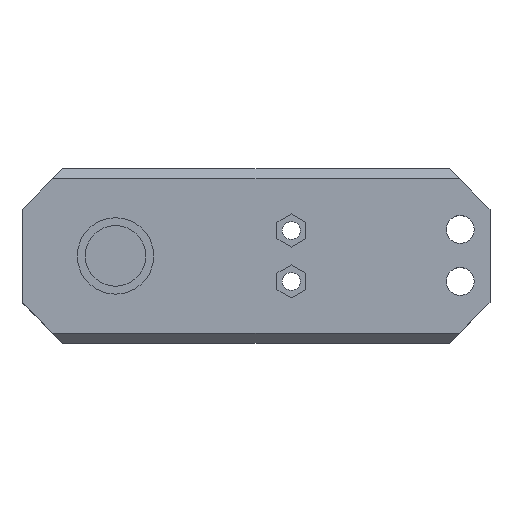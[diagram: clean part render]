
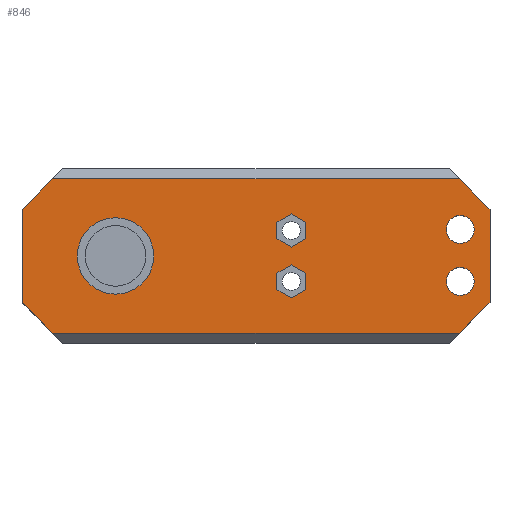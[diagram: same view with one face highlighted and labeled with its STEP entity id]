
A CAD part, top view. The second image highlights one B-rep face of the part: STEP entity #846.
In plain terms, the highlighted planar face has unit normal (0, 0, 1).
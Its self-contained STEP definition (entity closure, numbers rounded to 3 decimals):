
#18=FACE_BOUND('',#125,.T.);
#19=FACE_BOUND('',#126,.T.);
#20=FACE_BOUND('',#127,.T.);
#21=FACE_BOUND('',#128,.T.);
#22=FACE_BOUND('',#129,.T.);
#36=PLANE('',#920);
#77=FACE_OUTER_BOUND('',#124,.T.);
#124=EDGE_LOOP('',(#627,#628,#629,#630,#631,#632,#633,#634));
#125=EDGE_LOOP('',(#635));
#126=EDGE_LOOP('',(#636,#637,#638,#639,#640,#641));
#127=EDGE_LOOP('',(#642,#643,#644,#645,#646,#647));
#128=EDGE_LOOP('',(#648));
#129=EDGE_LOOP('',(#649));
#190=LINE('',#1287,#285);
#195=LINE('',#1298,#290);
#198=LINE('',#1303,#293);
#199=LINE('',#1305,#294);
#200=LINE('',#1307,#295);
#201=LINE('',#1309,#296);
#202=LINE('',#1311,#297);
#203=LINE('',#1312,#298);
#204=LINE('',#1317,#299);
#205=LINE('',#1319,#300);
#206=LINE('',#1321,#301);
#207=LINE('',#1323,#302);
#208=LINE('',#1325,#303);
#209=LINE('',#1326,#304);
#210=LINE('',#1329,#305);
#211=LINE('',#1331,#306);
#212=LINE('',#1333,#307);
#213=LINE('',#1335,#308);
#214=LINE('',#1337,#309);
#215=LINE('',#1338,#310);
#285=VECTOR('',#1015,10.);
#290=VECTOR('',#1024,10.);
#293=VECTOR('',#1029,10.);
#294=VECTOR('',#1030,10.);
#295=VECTOR('',#1031,10.);
#296=VECTOR('',#1032,10.);
#297=VECTOR('',#1033,10.);
#298=VECTOR('',#1034,10.);
#299=VECTOR('',#1037,10.);
#300=VECTOR('',#1038,10.);
#301=VECTOR('',#1039,10.);
#302=VECTOR('',#1040,10.);
#303=VECTOR('',#1041,10.);
#304=VECTOR('',#1042,10.);
#305=VECTOR('',#1043,10.);
#306=VECTOR('',#1044,10.);
#307=VECTOR('',#1045,10.);
#308=VECTOR('',#1046,10.);
#309=VECTOR('',#1047,10.);
#310=VECTOR('',#1048,10.);
#369=CIRCLE('',#921,7.5);
#370=CIRCLE('',#922,2.75);
#371=CIRCLE('',#923,2.75);
#403=VERTEX_POINT('',#1284);
#404=VERTEX_POINT('',#1286);
#407=VERTEX_POINT('',#1295);
#408=VERTEX_POINT('',#1297);
#410=VERTEX_POINT('',#1304);
#411=VERTEX_POINT('',#1306);
#412=VERTEX_POINT('',#1308);
#413=VERTEX_POINT('',#1310);
#414=VERTEX_POINT('',#1313);
#415=VERTEX_POINT('',#1315);
#416=VERTEX_POINT('',#1316);
#417=VERTEX_POINT('',#1318);
#418=VERTEX_POINT('',#1320);
#419=VERTEX_POINT('',#1322);
#420=VERTEX_POINT('',#1324);
#421=VERTEX_POINT('',#1327);
#422=VERTEX_POINT('',#1328);
#423=VERTEX_POINT('',#1330);
#424=VERTEX_POINT('',#1332);
#425=VERTEX_POINT('',#1334);
#426=VERTEX_POINT('',#1336);
#427=VERTEX_POINT('',#1339);
#428=VERTEX_POINT('',#1341);
#488=EDGE_CURVE('',#404,#403,#190,.T.);
#493=EDGE_CURVE('',#407,#408,#195,.T.);
#496=EDGE_CURVE('',#407,#404,#198,.T.);
#497=EDGE_CURVE('',#403,#410,#199,.T.);
#498=EDGE_CURVE('',#411,#410,#200,.T.);
#499=EDGE_CURVE('',#412,#411,#201,.T.);
#500=EDGE_CURVE('',#413,#412,#202,.T.);
#501=EDGE_CURVE('',#408,#413,#203,.T.);
#502=EDGE_CURVE('',#414,#414,#369,.T.);
#503=EDGE_CURVE('',#415,#416,#204,.T.);
#504=EDGE_CURVE('',#416,#417,#205,.T.);
#505=EDGE_CURVE('',#417,#418,#206,.T.);
#506=EDGE_CURVE('',#418,#419,#207,.T.);
#507=EDGE_CURVE('',#419,#420,#208,.T.);
#508=EDGE_CURVE('',#420,#415,#209,.T.);
#509=EDGE_CURVE('',#421,#422,#210,.T.);
#510=EDGE_CURVE('',#422,#423,#211,.T.);
#511=EDGE_CURVE('',#423,#424,#212,.T.);
#512=EDGE_CURVE('',#424,#425,#213,.T.);
#513=EDGE_CURVE('',#425,#426,#214,.T.);
#514=EDGE_CURVE('',#426,#421,#215,.T.);
#515=EDGE_CURVE('',#427,#427,#370,.T.);
#516=EDGE_CURVE('',#428,#428,#371,.T.);
#627=ORIENTED_EDGE('',*,*,#493,.F.);
#628=ORIENTED_EDGE('',*,*,#496,.T.);
#629=ORIENTED_EDGE('',*,*,#488,.T.);
#630=ORIENTED_EDGE('',*,*,#497,.T.);
#631=ORIENTED_EDGE('',*,*,#498,.F.);
#632=ORIENTED_EDGE('',*,*,#499,.F.);
#633=ORIENTED_EDGE('',*,*,#500,.F.);
#634=ORIENTED_EDGE('',*,*,#501,.F.);
#635=ORIENTED_EDGE('',*,*,#502,.T.);
#636=ORIENTED_EDGE('',*,*,#503,.T.);
#637=ORIENTED_EDGE('',*,*,#504,.T.);
#638=ORIENTED_EDGE('',*,*,#505,.T.);
#639=ORIENTED_EDGE('',*,*,#506,.T.);
#640=ORIENTED_EDGE('',*,*,#507,.T.);
#641=ORIENTED_EDGE('',*,*,#508,.T.);
#642=ORIENTED_EDGE('',*,*,#509,.T.);
#643=ORIENTED_EDGE('',*,*,#510,.T.);
#644=ORIENTED_EDGE('',*,*,#511,.T.);
#645=ORIENTED_EDGE('',*,*,#512,.T.);
#646=ORIENTED_EDGE('',*,*,#513,.T.);
#647=ORIENTED_EDGE('',*,*,#514,.T.);
#648=ORIENTED_EDGE('',*,*,#515,.T.);
#649=ORIENTED_EDGE('',*,*,#516,.T.);
#846=ADVANCED_FACE('',(#77,#18,#19,#20,#21,#22),#36,.T.);
#920=AXIS2_PLACEMENT_3D('',#1302,#1027,#1028);
#921=AXIS2_PLACEMENT_3D('',#1314,#1035,#1036);
#922=AXIS2_PLACEMENT_3D('',#1340,#1049,#1050);
#923=AXIS2_PLACEMENT_3D('',#1342,#1051,#1052);
#1015=DIRECTION('',(0.,-1.,0.));
#1024=DIRECTION('',(1.,0.,0.));
#1027=DIRECTION('center_axis',(0.,0.,1.));
#1028=DIRECTION('ref_axis',(1.,0.,0.));
#1029=DIRECTION('',(-0.707,-0.707,0.));
#1030=DIRECTION('',(0.707,-0.707,0.));
#1031=DIRECTION('',(-1.,0.,0.));
#1032=DIRECTION('',(-0.707,-0.707,0.));
#1033=DIRECTION('',(0.,-1.,0.));
#1034=DIRECTION('',(0.707,-0.707,0.));
#1035=DIRECTION('center_axis',(0.,0.,-1.));
#1036=DIRECTION('ref_axis',(1.,0.,0.));
#1037=DIRECTION('',(0.,1.,0.));
#1038=DIRECTION('',(0.866,0.5,0.));
#1039=DIRECTION('',(0.866,-0.5,0.));
#1040=DIRECTION('',(0.,-1.,0.));
#1041=DIRECTION('',(-0.866,-0.5,0.));
#1042=DIRECTION('',(-0.866,0.5,0.));
#1043=DIRECTION('',(0.,1.,0.));
#1044=DIRECTION('',(0.866,0.5,0.));
#1045=DIRECTION('',(0.866,-0.5,0.));
#1046=DIRECTION('',(0.,-1.,0.));
#1047=DIRECTION('',(-0.866,-0.5,0.));
#1048=DIRECTION('',(-0.866,0.5,0.));
#1049=DIRECTION('center_axis',(0.,0.,-1.));
#1050=DIRECTION('ref_axis',(1.,0.,0.));
#1051=DIRECTION('center_axis',(0.,0.,-1.));
#1052=DIRECTION('ref_axis',(1.,0.,0.));
#1284=CARTESIAN_POINT('',(-28.35,-9.15,0.));
#1286=CARTESIAN_POINT('',(-28.35,9.15,0.));
#1287=CARTESIAN_POINT('',(-28.35,9.15,0.));
#1295=CARTESIAN_POINT('',(-22.35,15.15,0.));
#1297=CARTESIAN_POINT('',(57.5,15.15,0.));
#1298=CARTESIAN_POINT('',(-1.887,15.15,0.));
#1302=CARTESIAN_POINT('Origin',(16.575,0.,0.));
#1303=CARTESIAN_POINT('',(-20.35,17.15,0.));
#1304=CARTESIAN_POINT('',(-22.35,-15.15,0.));
#1305=CARTESIAN_POINT('',(-28.35,-9.15,0.));
#1306=CARTESIAN_POINT('',(57.5,-15.15,0.));
#1307=CARTESIAN_POINT('',(35.038,-15.15,0.));
#1308=CARTESIAN_POINT('',(63.5,-9.15,0.));
#1309=CARTESIAN_POINT('',(60.538,-12.113,0.));
#1310=CARTESIAN_POINT('',(63.5,9.15,0.));
#1311=CARTESIAN_POINT('',(63.5,-4.575,0.));
#1312=CARTESIAN_POINT('',(64.538,8.113,0.));
#1313=CARTESIAN_POINT('',(-17.5,0.,0.));
#1314=CARTESIAN_POINT('Origin',(-10.,0.,
0.));
#1315=CARTESIAN_POINT('',(21.685,-6.625,0.));
#1316=CARTESIAN_POINT('',(21.685,-3.375,0.));
#1317=CARTESIAN_POINT('',(21.685,-6.625,0.));
#1318=CARTESIAN_POINT('',(24.5,-1.75,0.));
#1319=CARTESIAN_POINT('',(21.685,-3.375,0.));
#1320=CARTESIAN_POINT('',(27.315,-3.375,0.));
#1321=CARTESIAN_POINT('',(24.5,-1.75,0.));
#1322=CARTESIAN_POINT('',(27.315,-6.625,0.));
#1323=CARTESIAN_POINT('',(27.315,-3.375,0.));
#1324=CARTESIAN_POINT('',(24.5,-8.25,0.));
#1325=CARTESIAN_POINT('',(27.315,-6.625,0.));
#1326=CARTESIAN_POINT('',(24.5,-8.25,0.));
#1327=CARTESIAN_POINT('',(21.685,3.375,0.));
#1328=CARTESIAN_POINT('',(21.685,6.625,0.));
#1329=CARTESIAN_POINT('',(21.685,3.375,0.));
#1330=CARTESIAN_POINT('',(24.5,8.25,0.));
#1331=CARTESIAN_POINT('',(21.685,6.625,0.));
#1332=CARTESIAN_POINT('',(27.315,6.625,0.));
#1333=CARTESIAN_POINT('',(24.5,8.25,0.));
#1334=CARTESIAN_POINT('',(27.315,3.375,0.));
#1335=CARTESIAN_POINT('',(27.315,6.625,0.));
#1336=CARTESIAN_POINT('',(24.5,1.75,0.));
#1337=CARTESIAN_POINT('',(27.315,3.375,0.));
#1338=CARTESIAN_POINT('',(24.5,1.75,0.));
#1339=CARTESIAN_POINT('',(54.9,-5.,0.));
#1340=CARTESIAN_POINT('Origin',(57.65,-5.,0.));
#1341=CARTESIAN_POINT('',(54.9,5.2,0.));
#1342=CARTESIAN_POINT('Origin',(57.65,5.2,0.));
